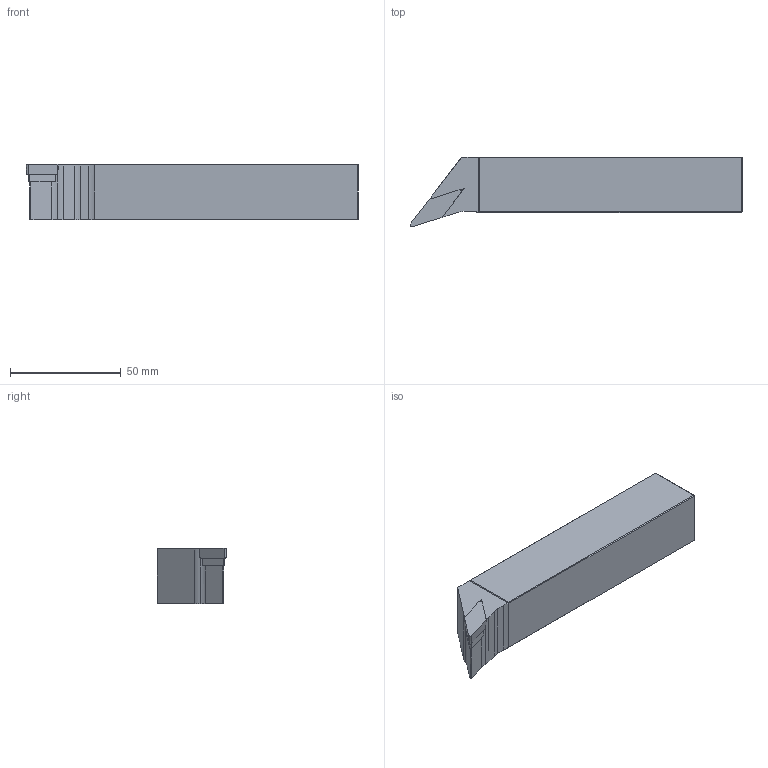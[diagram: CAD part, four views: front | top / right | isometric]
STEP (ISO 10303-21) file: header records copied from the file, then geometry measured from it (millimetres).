
FILE_DESCRIPTION(/* description */ (''),/* implementation_level */ '2;1');
FILE_NAME(/* name */ 'SVHBR-2525-M16.stp',/* time_stamp */ '2023-10-13T18:57:44+03:00',/* author */ (''),/* organization */ (''),/* preprocessor_version */ 'ST-DEVELOPER v19.4',/* originating_system */ 'SIEMENS PLM Software NX2306.3001',/* authorisation */ '');
FILE_SCHEMA (('AUTOMOTIVE_DESIGN { 1 0 10303 214 3 1 1 1 }'));
Length unit declared in the file: millimetre
Products named in the file (1): model1
Bounding box: 150 x 31.5 x 25 mm (x, y, z)
Volume: 85929.9 mm3; surface area: 15795 mm2
Topology: 2 solids, 2 shells, 46 faces, 111 edges, 69 vertices
Faces by surface type: plane 36, cylinder 8, cone 2
Entity records: 1408 total; most frequent: DIRECTION 232, CARTESIAN_POINT 227, ORIENTED_EDGE 222, EDGE_CURVE 111, LINE 84, VECTOR 84, AXIS2_PLACEMENT_3D 74, VERTEX_POINT 69
